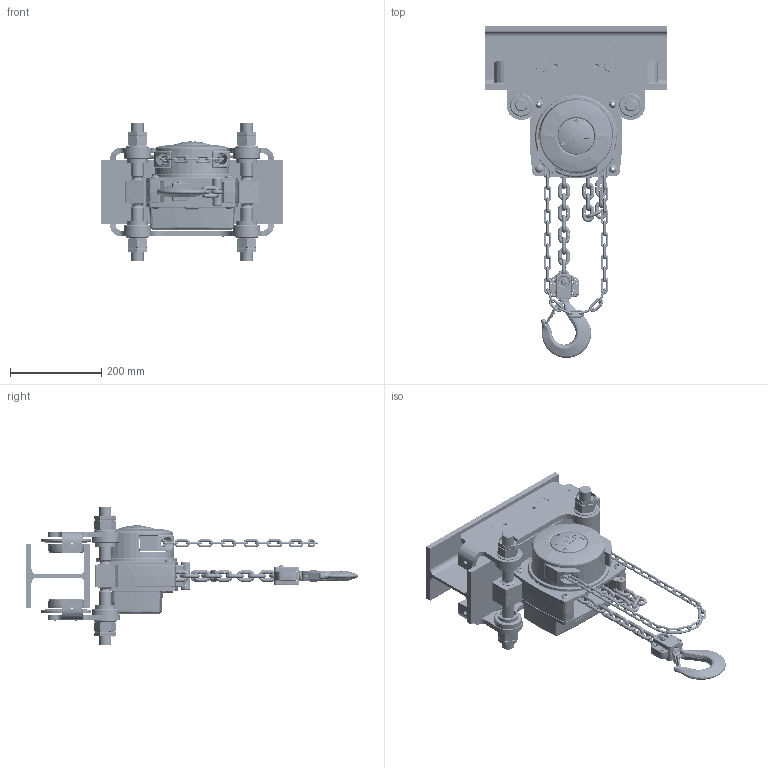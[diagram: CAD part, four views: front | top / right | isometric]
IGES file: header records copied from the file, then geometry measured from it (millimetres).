
Start section: SolidWorks IGES file using analytic representation for surfaces
Global section: file name: 04900041 YLITP-A 2000.IGS; native system: SolidWorks 2015; preprocessor: SolidWorks 2015; author: sawwu; date: 180119.101746; units: millimetre
Bounding box: 400 x 729.05 x 305 mm (x, y, z)
Surface area: 1191670.6 mm2 (no closed solid volume)
Topology: 0 solids, 0 shells, 2309 faces, 29849 edges, 29744 vertices
Faces by surface type: bspline 1308, revolution 1001
